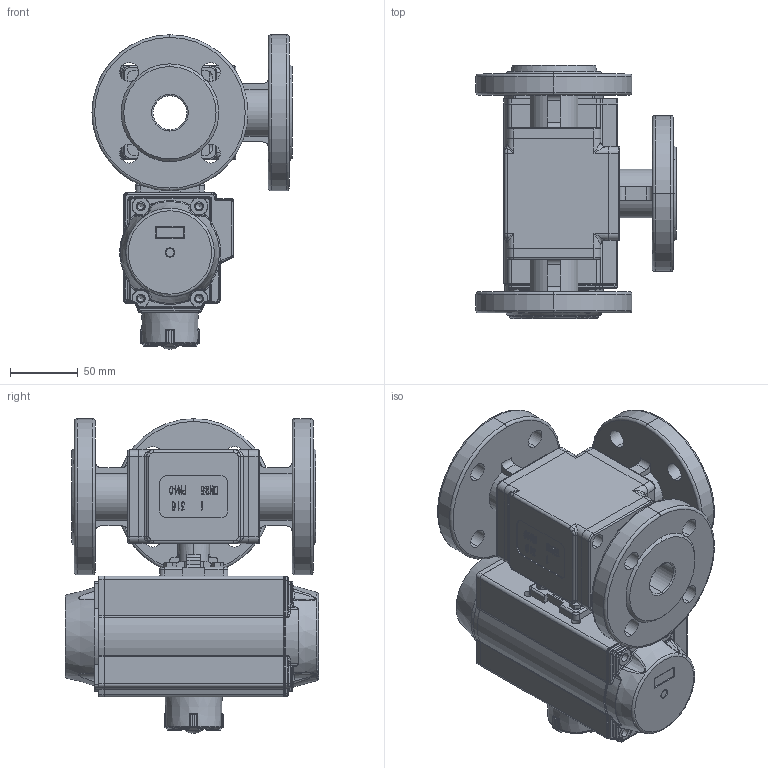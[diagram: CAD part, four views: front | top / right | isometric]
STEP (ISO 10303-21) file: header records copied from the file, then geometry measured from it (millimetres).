
FILE_DESCRIPTION(/* description */ ('Unknown'),/* implementation_level */ '2;1');
FILE_NAME(/* name */ 'PD03 9342_9343-06',/* time_stamp */ '2025-03-21T08:12:41+01:00',/* author */ ('Unknown'),/* organization */ ('Unknown'),/* preprocessor_version */ 'ST-DEVELOPER v19.4',/* originating_system */ 'Solid Edge',/* authorisation */ 'Unknown');
FILE_SCHEMA (('AUTOMOTIVE_DESIGN {1 0 10303 214 3 1 1}'));
Products named in the file (18): PD03 9342_9343-06; 9342_9343-06; 概极; 概裔; 概裝; MV-85 NUT DN25; Nut Stopper; PD03_PE02; vt65-2016-06-25; Optische Anzeige; ______; ________(___________; cup head nib bolts with large head gb_GB_FASTENER_BOLT_CHNBW M6X25-N; ____65______ ______; VT65_____________MIR; zhou65; VTE65____; DIN 933 M5x16 A2-70 BLK_EDST
Assembly tree (26 placements, depth 4):
  PD03 9342_9343-06
    9342_9343-06
      概极
      概裔  x3
      概裝
      MV-85 NUT DN25
      Nut Stopper
    PD03_PE02
      vt65-2016-06-25
      Optische Anzeige
        ______
        ________(___________  x4
        cup head nib bolts with large head gb_GB_FASTENER_BOLT_CHNBW M6X25-N
      ____65______ ______  x2
      VT65_____________MIR
      zhou65
      VTE65____
    DIN 933 M5x16 A2-70 BLK_EDST  x4
Bounding box: 147.5 x 186.5 x 231.81 mm (x, y, z)
Volume: 1515584.5 mm3; surface area: 409735.6 mm2
Topology: 23 solids, 23 shells, 2920 faces, 7413 edges, 4627 vertices
Faces by surface type: plane 970, cylinder 948, bspline 483, torus 316, cone 170, sphere 33
Full cylindrical faces by diameter (mm): 3 x16, 3.3 x8, 4.134 x8, 4.66 x1, 4.917 x15, 5 x5, 6 x1, 6.2 x1, 6.5 x4, 6.647 x4, 8 x4, 10 x8, 11 x1, 11.4 x1, 11.445 x2, 12 x1, 12.5 x2, 12.9 x1, 13 x2, 14 x5, 15 x1, 16.2 x18, 17 x2, 20 x2, 22.5 x1, 24.2 x1, 24.4 x1, 28 x4, 38.5 x1, 56 x2
Entity records: 82225 total; most frequent: CARTESIAN_POINT 33195, ORIENTED_EDGE 10524, DIRECTION 9069, EDGE_CURVE 5262, VERTEX_POINT 3476, AXIS2_PLACEMENT_3D 3446, FACE_BOUND 2618, EDGE_LOOP 2598
